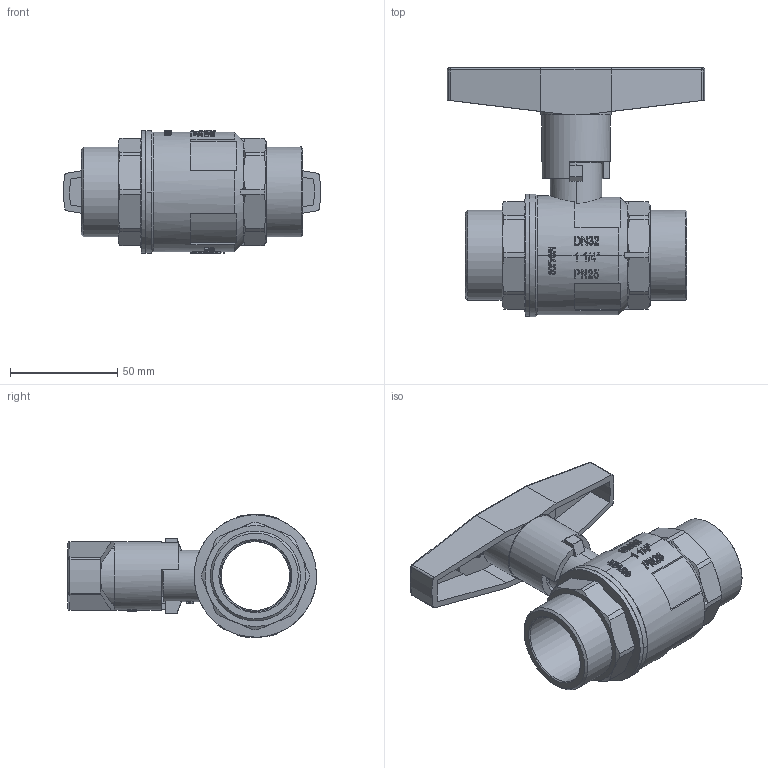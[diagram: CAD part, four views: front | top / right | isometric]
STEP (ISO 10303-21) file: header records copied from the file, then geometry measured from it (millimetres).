
FILE_DESCRIPTION(/* description */ ('Unknown','CAx-IF Rec.Pracs.---Representation and Presentation of Product Manufacturing Information (PMI)---4.0---2014-10-13','CAx-IF Rec.Pracs.---3D Tessellated Geometry---0.4---2014-09-14','2;1'),/* implementation_level */ '2;1');
FILE_NAME(/* name */ '682-07',/* time_stamp */ '2024-02-28T13:12:35+01:00',/* author */ ('Unknown'),/* organization */ ('Unknown'),/* preprocessor_version */ 'ST-DEVELOPER v18.102',/* originating_system */ 'Solid Edge',/* authorisation */ 'Unknown');
FILE_SCHEMA (('AP242_MANAGED_MODEL_BASED_3D_ENGINEERING_MIM_LF { 1 0 10303 442 1 1 4 }'));
Products named in the file (11): 682-07; 620-1 1_4_oa_0; 600-1_1_4-Spindel-co_oa_1; 600-1_1_4-Spindel; 600-1_1_4-Stopfbuchse; 620_1 1_4_Einschraubteil; 620_1 1_4_Körper; T-Griff 1 1_4-1 1_2; Schraube-m-imbus-1; T-Griff-Al-1_1_4-1_1_2-a; Abdeckkappe-3_8-1_1_2_0
Assembly tree (10 placements, depth 4):
  682-07
    620-1 1_4_oa_0
      600-1_1_4-Spindel-co_oa_1
        600-1_1_4-Spindel
        600-1_1_4-Stopfbuchse
      620_1 1_4_Einschraubteil
      620_1 1_4_Körper
    T-Griff 1 1_4-1 1_2
      Schraube-m-imbus-1
      T-Griff-Al-1_1_4-1_1_2-a
      Abdeckkappe-3_8-1_1_2_0
Bounding box: 119.85 x 116 x 57.5 mm (x, y, z)
Volume: 125632.9 mm3; surface area: 69048.2 mm2
Topology: 7 solids, 7 shells, 1549 faces, 4359 edges, 2878 vertices
Faces by surface type: plane 1280, cylinder 189, cone 57, sphere 14, torus 7, bspline 2
Full cylindrical faces by diameter (mm): 3.4 x2, 5.4 x4, 8.5 x1, 10 x1, 14 x3, 14.5 x1, 15 x1, 18 x1, 20 x1, 21 x1, 26 x1, 32 x3, 33 x1, 41.91 x2, 42 x1, 52 x1, 52.002 x1, 57 x1
Entity records: 61759 total; most frequent: CARTESIAN_POINT 16749, ORIENTED_EDGE 8582, DIRECTION 5755, EDGE_CURVE 4291, VERTEX_POINT 2868, B_SPLINE_CURVE_WITH_KNOTS 2020, AXIS2_PLACEMENT_3D 1919, LINE 1917
